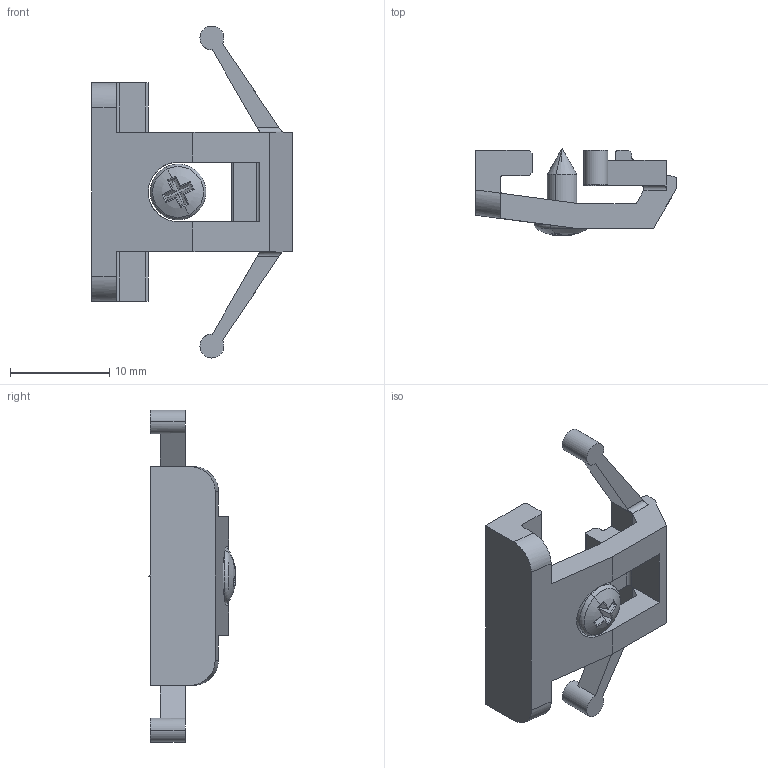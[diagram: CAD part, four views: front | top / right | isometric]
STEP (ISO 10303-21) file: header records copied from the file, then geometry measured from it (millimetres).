
FILE_DESCRIPTION(('FreeCAD Model'),'2;1');
FILE_NAME('Open CASCADE Shape Model','2023-04-02T09:16:49',(''),(''), 'Open CASCADE STEP processor 7.6','FreeCAD','Unknown');
FILE_SCHEMA(('AUTOMOTIVE_DESIGN { 1 0 10303 214 1 1 1 1 }'));
Length unit declared in the file: millimetre
Products named in the file (1): Compound
Bounding box: 20.2 x 8.75 x 33.4 mm (x, y, z)
Surface area: 1488.5 mm2 (no closed solid volume)
Topology: 0 solids, 2 shells, 101 faces, 285 edges, 185 vertices
Faces by surface type: plane 61, cylinder 20, torus 16, sphere 2, cone 2
Entity records: 3674 total; most frequent: CARTESIAN_POINT 1002, ORIENTED_EDGE 566, DIRECTION 547, EDGE_CURVE 283, VERTEX_POINT 185, LINE 183, VECTOR 183, AXIS2_PLACEMENT_3D 182
